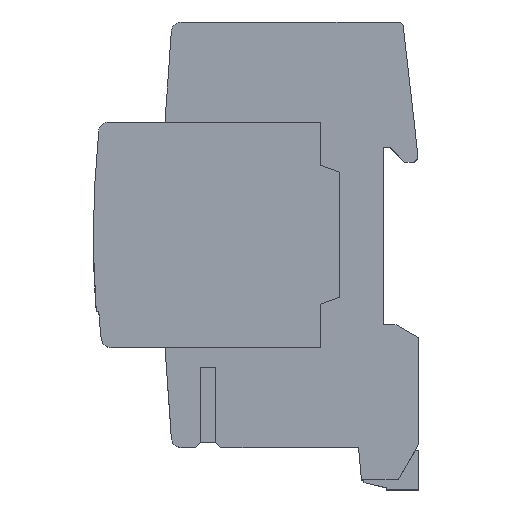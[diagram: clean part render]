
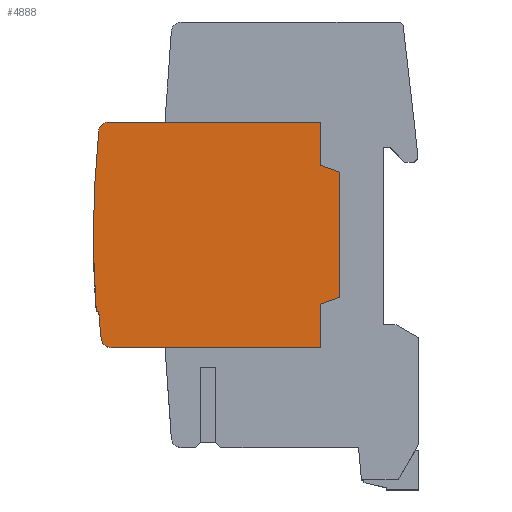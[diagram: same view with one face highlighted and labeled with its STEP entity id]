
A CAD part, top view. The second image highlights one B-rep face of the part: STEP entity #4888.
In plain terms, the highlighted planar face has unit normal (0, 0, 1).
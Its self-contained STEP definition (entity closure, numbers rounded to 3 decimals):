
#1132=DIRECTION('',(0.,1.,0.));
#1133=VECTOR('',#1132,0.009);
#1134=CARTESIAN_POINT('',(-43.487,22.491,26.6));
#1135=LINE('',#1134,#1133);
#1172=DIRECTION('',(0.,-1.,0.));
#1173=VECTOR('',#1172,8.617);
#1174=CARTESIAN_POINT('',(-12.5,-13.883,26.6));
#1175=LINE('',#1174,#1173);
#1188=DIRECTION('',(1.,0.,0.));
#1189=VECTOR('',#1188,41.935);
#1190=CARTESIAN_POINT('',(-54.435,-22.5,26.6));
#1191=LINE('',#1190,#1189);
#1230=DIRECTION('',(-1.,0.,0.));
#1231=VECTOR('',#1230,11.448);
#1232=CARTESIAN_POINT('',(-43.487,22.5,26.6));
#1233=LINE('',#1232,#1231);
#1238=CARTESIAN_POINT('',(-54.435,-20.5,26.6));
#1239=DIRECTION('',(0.,0.,1.));
#1240=DIRECTION('',(-0.995,-0.104,0.));
#1241=AXIS2_PLACEMENT_3D('',#1238,#1239,#1240);
#1243=CARTESIAN_POINT('',(142.,0.,26.6));
#1244=DIRECTION('',(0.,0.,1.));
#1245=DIRECTION('',(-0.997,-0.077,0.));
#1246=AXIS2_PLACEMENT_3D('',#1243,#1244,#1245);
#1248=DIRECTION('',(1.,0.,0.));
#1249=VECTOR('',#1248,0.5);
#1250=CARTESIAN_POINT('',(-57.41,-15.348,26.6));
#1251=LINE('',#1250,#1249);
#1252=CARTESIAN_POINT('',(142.,0.,26.6));
#1253=DIRECTION('',(0.,0.,1.));
#1254=DIRECTION('',(-0.995,0.104,0.));
#1255=AXIS2_PLACEMENT_3D('',#1252,#1253,#1254);
#1257=CARTESIAN_POINT('',(-54.936,20.5,26.6));
#1258=DIRECTION('',(0.,0.,1.));
#1259=DIRECTION('',(0.,1.,0.));
#1260=AXIS2_PLACEMENT_3D('',#1257,#1258,#1259);
#1270=DIRECTION('',(-1.,0.,0.));
#1271=VECTOR('',#1270,30.987);
#1272=CARTESIAN_POINT('',(-12.5,22.491,26.6));
#1273=LINE('',#1272,#1271);
#1286=DIRECTION('',(0.,1.,0.));
#1287=VECTOR('',#1286,8.608);
#1288=CARTESIAN_POINT('',(-12.5,13.883,26.6));
#1289=LINE('',#1288,#1287);
#1302=DIRECTION('',(-0.94,0.342,0.));
#1303=VECTOR('',#1302,4.044);
#1304=CARTESIAN_POINT('',(-8.7,12.5,26.6));
#1305=LINE('',#1304,#1303);
#1318=DIRECTION('',(0.,1.,0.));
#1319=VECTOR('',#1318,25.);
#1320=CARTESIAN_POINT('',(-8.7,-12.5,26.6));
#1321=LINE('',#1320,#1319);
#1334=DIRECTION('',(0.94,0.342,0.));
#1335=VECTOR('',#1334,4.044);
#1336=CARTESIAN_POINT('',(-12.5,-13.883,26.6));
#1337=LINE('',#1336,#1335);
#3215=CARTESIAN_POINT('',(-54.936,22.5,26.6));
#3216=CARTESIAN_POINT('',(-56.925,20.707,26.6));
#3217=VERTEX_POINT('',#3215);
#3218=VERTEX_POINT('',#3216);
#3219=CARTESIAN_POINT('',(-57.41,-15.348,26.6));
#3220=VERTEX_POINT('',#3219);
#3221=CARTESIAN_POINT('',(-56.91,-15.348,26.6));
#3222=VERTEX_POINT('',#3221);
#3223=CARTESIAN_POINT('',(-56.424,-20.708,26.6));
#3224=VERTEX_POINT('',#3223);
#3225=CARTESIAN_POINT('',(-54.435,-22.5,26.6));
#3226=VERTEX_POINT('',#3225);
#3260=CARTESIAN_POINT('',(-12.5,-13.883,26.6));
#3261=CARTESIAN_POINT('',(-12.5,-22.5,26.6));
#3262=VERTEX_POINT('',#3260);
#3263=VERTEX_POINT('',#3261);
#3266=CARTESIAN_POINT('',(-8.7,-12.5,26.6));
#3267=VERTEX_POINT('',#3266);
#3270=CARTESIAN_POINT('',(-8.7,12.5,26.6));
#3271=VERTEX_POINT('',#3270);
#3274=CARTESIAN_POINT('',(-12.5,13.883,26.6));
#3275=VERTEX_POINT('',#3274);
#3278=CARTESIAN_POINT('',(-12.5,22.491,26.6));
#3279=VERTEX_POINT('',#3278);
#3284=CARTESIAN_POINT('',(-43.487,22.491,26.6));
#3285=CARTESIAN_POINT('',(-43.487,22.5,26.6));
#3286=VERTEX_POINT('',#3284);
#3287=VERTEX_POINT('',#3285);
#4862=CARTESIAN_POINT('',(-12.5,0.,26.6));
#4863=DIRECTION('',(0.,0.,1.));
#4864=DIRECTION('',(1.,0.,0.));
#4865=AXIS2_PLACEMENT_3D('',#4862,#4863,#4864);
#4866=PLANE('',#4865);
#4867=ORIENTED_EDGE('',*,*,#4743,.T.);
#4868=ORIENTED_EDGE('',*,*,#4764,.F.);
#4869=ORIENTED_EDGE('',*,*,#4777,.F.);
#4870=ORIENTED_EDGE('',*,*,#4791,.F.);
#4871=ORIENTED_EDGE('',*,*,#4805,.F.);
#4872=ORIENTED_EDGE('',*,*,#4819,.F.);
#4873=ORIENTED_EDGE('',*,*,#4843,.F.);
#4874=ORIENTED_EDGE('',*,*,#4855,.F.);
#4875=ORIENTED_EDGE('',*,*,#4693,.F.);
#4877=ORIENTED_EDGE('',*,*,#4876,.F.);
#4879=ORIENTED_EDGE('',*,*,#4878,.F.);
#4881=ORIENTED_EDGE('',*,*,#4880,.F.);
#4883=ORIENTED_EDGE('',*,*,#4882,.F.);
#4885=ORIENTED_EDGE('',*,*,#4884,.F.);
#4886=EDGE_LOOP('',(#4867,#4868,#4869,#4870,#4871,#4872,#4873,#4874,#4875,#4877,
#4879,#4881,#4883,#4885));
#4887=FACE_OUTER_BOUND('',#4886,.F.);
#4888=ADVANCED_FACE('',(#4887),#4866,.T.);
#1242=CIRCLE('',#1241,2.);
#1247=CIRCLE('',#1246,199.501);
#1256=CIRCLE('',#1255,200.);
#1261=CIRCLE('',#1260,2.);
#4693=EDGE_CURVE('',#3286,#3287,#1135,.T.);
#4743=EDGE_CURVE('',#3262,#3263,#1175,.T.);
#4764=EDGE_CURVE('',#3226,#3263,#1191,.T.);
#4777=EDGE_CURVE('',#3224,#3226,#1242,.T.);
#4791=EDGE_CURVE('',#3222,#3224,#1247,.T.);
#4805=EDGE_CURVE('',#3220,#3222,#1251,.T.);
#4819=EDGE_CURVE('',#3218,#3220,#1256,.T.);
#4843=EDGE_CURVE('',#3217,#3218,#1261,.T.);
#4855=EDGE_CURVE('',#3287,#3217,#1233,.T.);
#4876=EDGE_CURVE('',#3279,#3286,#1273,.T.);
#4878=EDGE_CURVE('',#3275,#3279,#1289,.T.);
#4880=EDGE_CURVE('',#3271,#3275,#1305,.T.);
#4882=EDGE_CURVE('',#3267,#3271,#1321,.T.);
#4884=EDGE_CURVE('',#3262,#3267,#1337,.T.);
